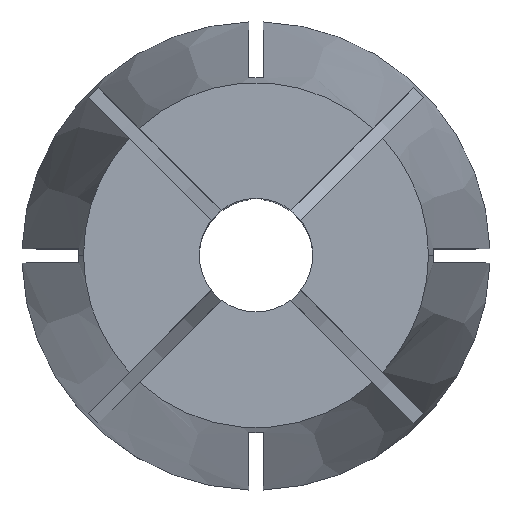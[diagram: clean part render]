
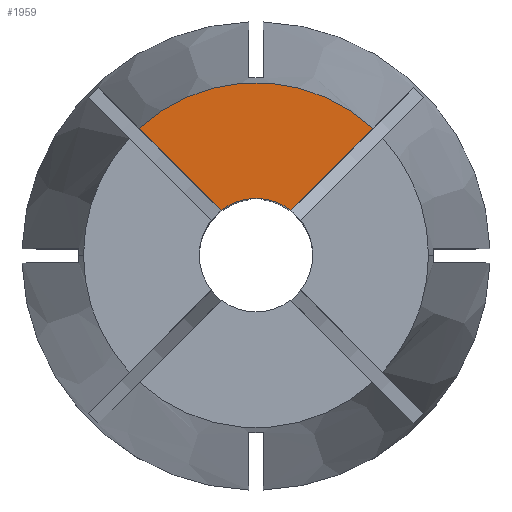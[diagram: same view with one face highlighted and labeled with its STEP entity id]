
A CAD part, top view. The second image highlights one B-rep face of the part: STEP entity #1959.
In plain terms, the highlighted planar face has unit normal (0, 0, 1).
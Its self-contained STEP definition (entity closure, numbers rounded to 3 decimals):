
#181 = VECTOR ( 'NONE', #899, 1000. ) ;
#195 = CARTESIAN_POINT ( 'NONE',  ( 2.453, 3.16, 0. ) ) ;
#228 = EDGE_CURVE ( 'NONE', #1474, #1150, #514, .T. ) ;
#281 = AXIS2_PLACEMENT_3D ( 'NONE', #1876, #1899, #1938 ) ;
#287 = CIRCLE ( 'NONE', #281, 12.158 ) ;
#327 = LINE ( 'NONE', #542, #604 ) ;
#332 = ORIENTED_EDGE ( 'NONE', *, *, #1126, .T. ) ;
#419 = CARTESIAN_POINT ( 'NONE',  ( 0.354, 0.354, 0. ) ) ;
#443 = EDGE_CURVE ( 'NONE', #1892, #1150, #639, .T. ) ;
#491 = PLANE ( 'NONE',  #1616 ) ;
#514 = LINE ( 'NONE', #419, #181 ) ;
#525 = EDGE_CURVE ( 'NONE', #1892, #1783, #327, .T. ) ;
#530 = DIRECTION ( 'NONE',  ( 0.707, 0.707, 0. ) ) ;
#542 = CARTESIAN_POINT ( 'NONE',  ( -0.354, 0.354, 0. ) ) ;
#604 = VECTOR ( 'NONE', #530, 1000. ) ;
#639 = CIRCLE ( 'NONE', #1275, 4. ) ;
#722 = ORIENTED_EDGE ( 'NONE', *, *, #228, .T. ) ;
#780 = ORIENTED_EDGE ( 'NONE', *, *, #525, .T. ) ;
#861 = DIRECTION ( 'NONE',  ( 0., 0., 1. ) ) ;
#899 = DIRECTION ( 'NONE',  ( 0.707, -0.707, 0. ) ) ;
#921 = CARTESIAN_POINT ( 'NONE',  ( 0., 0., 0. ) ) ;
#1038 = CARTESIAN_POINT ( 'NONE',  ( 8.236, 8.943, 0. ) ) ;
#1047 = EDGE_LOOP ( 'NONE', ( #1120, #780, #332, #722 ) ) ;
#1120 = ORIENTED_EDGE ( 'NONE', *, *, #443, .F. ) ;
#1126 = EDGE_CURVE ( 'NONE', #1783, #1474, #287, .T. ) ;
#1149 = DIRECTION ( 'NONE',  ( 0., 0., -1. ) ) ;
#1150 = VERTEX_POINT ( 'NONE', #2006 ) ;
#1275 = AXIS2_PLACEMENT_3D ( 'NONE', #1939, #861, #1476 ) ;
#1296 = CARTESIAN_POINT ( 'NONE',  ( -8.236, 8.943, 0. ) ) ;
#1474 = VERTEX_POINT ( 'NONE', #1296 ) ;
#1476 = DIRECTION ( 'NONE',  ( 1., 0., 0. ) ) ;
#1582 = FACE_OUTER_BOUND ( 'NONE', #1047, .T. ) ;
#1616 = AXIS2_PLACEMENT_3D ( 'NONE', #921, #1149, #1618 ) ;
#1618 = DIRECTION ( 'NONE',  ( -1., 0., 0. ) ) ;
#1783 = VERTEX_POINT ( 'NONE', #1038 ) ;
#1876 = CARTESIAN_POINT ( 'NONE',  ( 0., 0., 0. ) ) ;
#1892 = VERTEX_POINT ( 'NONE', #195 ) ;
#1899 = DIRECTION ( 'NONE',  ( 0., 0., 1. ) ) ;
#1938 = DIRECTION ( 'NONE',  ( 1., 0., 0. ) ) ;
#1939 = CARTESIAN_POINT ( 'NONE',  ( 0., 0., 0. ) ) ;
#1959 = ADVANCED_FACE ( 'NONE', ( #1582 ), #491, .F. ) ;
#2006 = CARTESIAN_POINT ( 'NONE',  ( -2.453, 3.16, 0. ) ) ;
